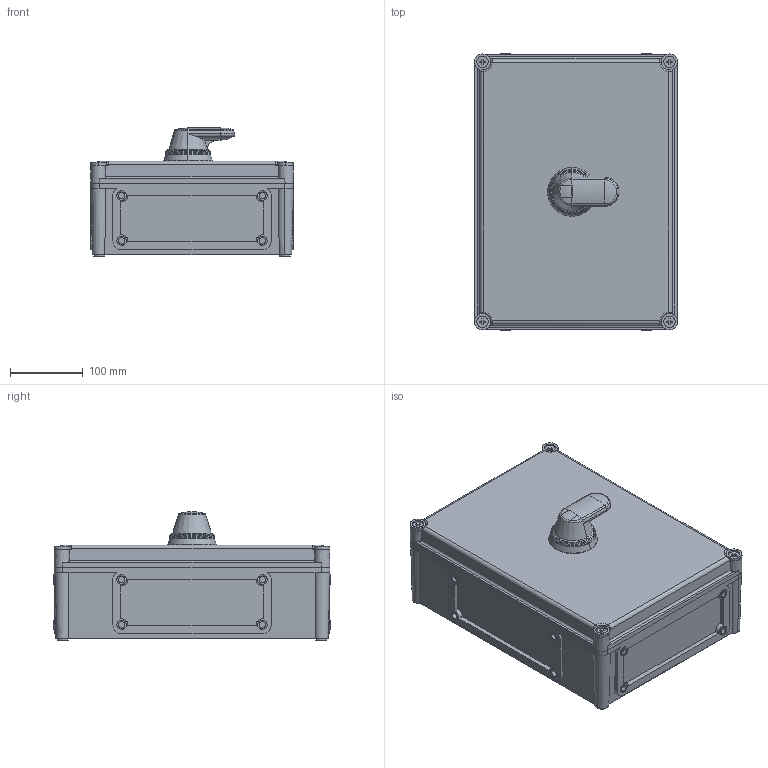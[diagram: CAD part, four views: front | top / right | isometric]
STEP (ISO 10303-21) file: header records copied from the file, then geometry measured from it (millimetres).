
FILE_DESCRIPTION((''),'2;1');
FILE_NAME('OT160EVFCC4B_SIMPLIFIED','2017-01-13T',('fijaleh7'),(''),'CREO PARAMETRIC BY PTC INC, 2016050','CREO PARAMETRIC BY PTC INC, 2016050','');
FILE_SCHEMA(('CONFIG_CONTROL_DESIGN'));
Length unit declared in the file: millimetre
Products named in the file (1): OT160EVFCC4B_SIMPLIFIED
Bounding box: 279 x 379 x 176.05 mm (x, y, z)
Volume: 12905694.8 mm3; surface area: 401766.2 mm2
Topology: 1 solids, 1 shells, 383 faces, 979 edges, 642 vertices
Faces by surface type: plane 171, cylinder 148, cone 24, bspline 19, torus 14, sphere 6, extrusion 1
Entity records: 24562 total; most frequent: CARTESIAN_POINT 11987, DIRECTION 1982, ORIENTED_EDGE 1946, EDGE_CURVE 973, AXIS2_PLACEMENT_3D 752, VERTEX_POINT 642, FILL_AREA_STYLE_COLOUR 503, FILL_AREA_STYLE 503
